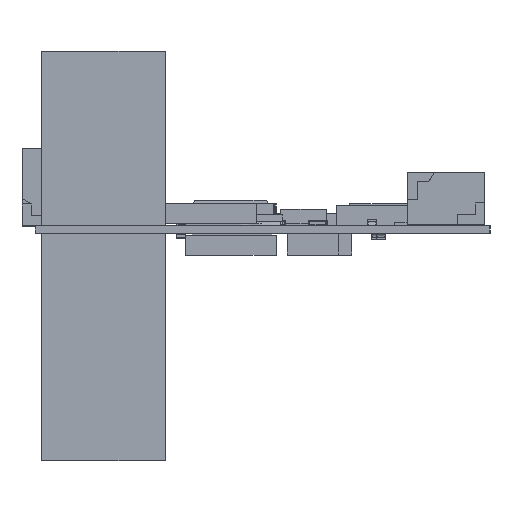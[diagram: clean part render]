
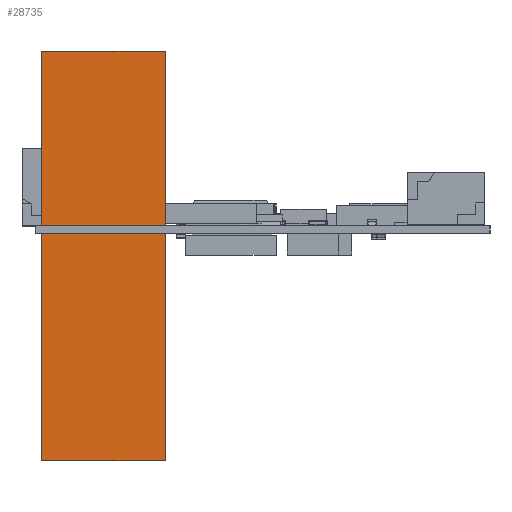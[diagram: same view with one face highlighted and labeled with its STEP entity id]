
A CAD part, left-side view. The second image highlights one B-rep face of the part: STEP entity #28735.
In plain terms, the highlighted planar face has unit normal (-1, 0, 0).
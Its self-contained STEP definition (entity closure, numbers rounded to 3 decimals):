
#28710 = VERTEX_POINT('',#28711);
#28711 = CARTESIAN_POINT('',(-3.4,3.4,22.5));
#28717 = EDGE_CURVE('',#28718,#28710,#28720,.T.);
#28718 = VERTEX_POINT('',#28719);
#28719 = CARTESIAN_POINT('',(-3.4,3.4,0.));
#28720 = LINE('',#28721,#28722);
#28721 = CARTESIAN_POINT('',(-3.4,3.4,0.));
#28722 = VECTOR('',#28723,1.);
#28723 = DIRECTION('',(0.,0.,1.));
#28735 = ADVANCED_FACE('',(#28736),#28761,.F.);
#28736 = FACE_BOUND('',#28737,.F.);
#28737 = EDGE_LOOP('',(#28738,#28739,#28747,#28755));
#28738 = ORIENTED_EDGE('',*,*,#28717,.T.);
#28739 = ORIENTED_EDGE('',*,*,#28740,.T.);
#28740 = EDGE_CURVE('',#28710,#28741,#28743,.T.);
#28741 = VERTEX_POINT('',#28742);
#28742 = CARTESIAN_POINT('',(-3.4,-3.4,22.5));
#28743 = LINE('',#28744,#28745);
#28744 = CARTESIAN_POINT('',(-3.4,3.4,22.5));
#28745 = VECTOR('',#28746,1.);
#28746 = DIRECTION('',(0.,-1.,0.));
#28747 = ORIENTED_EDGE('',*,*,#28748,.F.);
#28748 = EDGE_CURVE('',#28749,#28741,#28751,.T.);
#28749 = VERTEX_POINT('',#28750);
#28750 = CARTESIAN_POINT('',(-3.4,-3.4,0.));
#28751 = LINE('',#28752,#28753);
#28752 = CARTESIAN_POINT('',(-3.4,-3.4,0.));
#28753 = VECTOR('',#28754,1.);
#28754 = DIRECTION('',(0.,0.,1.));
#28755 = ORIENTED_EDGE('',*,*,#28756,.F.);
#28756 = EDGE_CURVE('',#28718,#28749,#28757,.T.);
#28757 = LINE('',#28758,#28759);
#28758 = CARTESIAN_POINT('',(-3.4,3.4,0.));
#28759 = VECTOR('',#28760,1.);
#28760 = DIRECTION('',(0.,-1.,0.));
#28761 = PLANE('',#28762);
#28762 = AXIS2_PLACEMENT_3D('',#28763,#28764,#28765);
#28763 = CARTESIAN_POINT('',(-3.4,3.4,0.));
#28764 = DIRECTION('',(1.,0.,-0.));
#28765 = DIRECTION('',(0.,-1.,0.));
